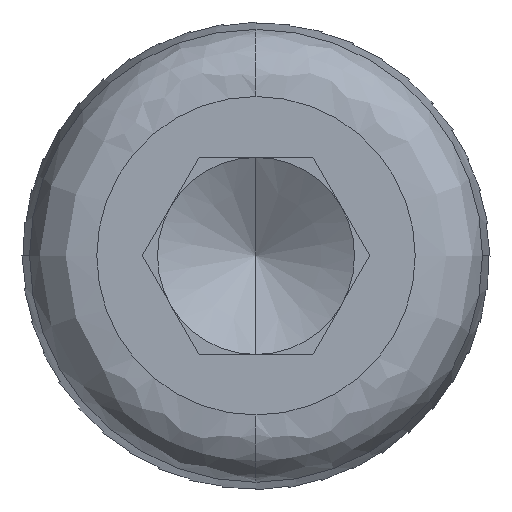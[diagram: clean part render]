
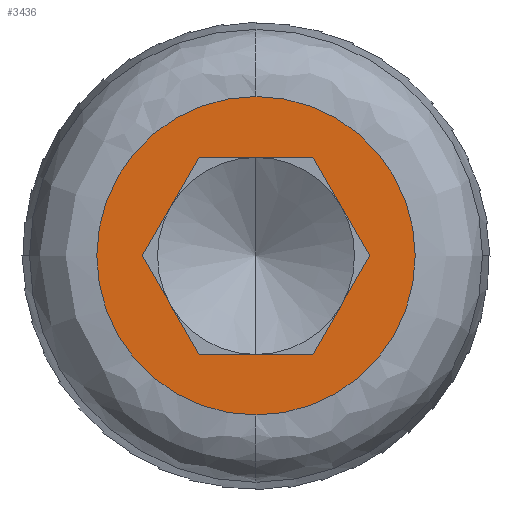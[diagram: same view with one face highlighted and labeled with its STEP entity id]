
A CAD part, top view. The second image highlights one B-rep face of the part: STEP entity #3436.
In plain terms, the highlighted planar face has unit normal (0, 0, 1).
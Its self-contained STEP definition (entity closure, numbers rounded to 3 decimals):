
#69 = AXIS2_PLACEMENT_3D ( 'NONE', #9137, #4795, #466 ) ;
#283 = EDGE_LOOP ( 'NONE', ( #3722, #3221, #7100, #2379, #1862, #6297 ) ) ;
#466 = DIRECTION ( 'NONE',  ( 0., 1., 0. ) ) ;
#555 = EDGE_LOOP ( 'NONE', ( #8761, #2876 ) ) ;
#650 = LINE ( 'NONE', #6080, #4480 ) ;
#1089 = VECTOR ( 'NONE', #1681, 1000. ) ;
#1111 = CARTESIAN_POINT ( 'NONE',  ( 42.309, 6., 45.8 ) ) ;
#1119 = VERTEX_POINT ( 'NONE', #5417 ) ;
#1555 = CARTESIAN_POINT ( 'NONE',  ( 40., 16.464, 45.8 ) ) ;
#1656 = CARTESIAN_POINT ( 'NONE',  ( 37.691, 14., 45.8 ) ) ;
#1681 = DIRECTION ( 'NONE',  ( -0.5, -0.866, 0. ) ) ;
#1764 = DIRECTION ( 'NONE',  ( -1., 0., 0. ) ) ;
#1787 = VERTEX_POINT ( 'NONE', #8220 ) ;
#1832 = DIRECTION ( 'NONE',  ( 0.5, 0.866, 0. ) ) ;
#1862 = ORIENTED_EDGE ( 'NONE', *, *, #7718, .F. ) ;
#1932 = FACE_OUTER_BOUND ( 'NONE', #555, .T. ) ;
#2090 = DIRECTION ( 'NONE',  ( 0., 0., -1. ) ) ;
#2148 = VECTOR ( 'NONE', #2309, 1000. ) ;
#2309 = DIRECTION ( 'NONE',  ( 0.5, -0.866, 0. ) ) ;
#2379 = ORIENTED_EDGE ( 'NONE', *, *, #6332, .F. ) ;
#2404 = VERTEX_POINT ( 'NONE', #5573 ) ;
#2876 = ORIENTED_EDGE ( 'NONE', *, *, #7543, .F. ) ;
#2881 = AXIS2_PLACEMENT_3D ( 'NONE', #6399, #2090, #7129 ) ;
#2982 = VERTEX_POINT ( 'NONE', #3814 ) ;
#3004 = VERTEX_POINT ( 'NONE', #1656 ) ;
#3020 = CARTESIAN_POINT ( 'NONE',  ( 37.691, 6., 45.8 ) ) ;
#3221 = ORIENTED_EDGE ( 'NONE', *, *, #6260, .F. ) ;
#3222 = DIRECTION ( 'NONE',  ( -0.5, 0.866, 0. ) ) ;
#3436 = ADVANCED_FACE ( 'NONE', ( #7692, #1932 ), #8562, .T. ) ;
#3544 = DIRECTION ( 'NONE',  ( 0., 0., 1. ) ) ;
#3591 = LINE ( 'NONE', #3977, #7415 ) ;
#3722 = ORIENTED_EDGE ( 'NONE', *, *, #6196, .F. ) ;
#3814 = CARTESIAN_POINT ( 'NONE',  ( 37.691, 6., 45.8 ) ) ;
#3977 = CARTESIAN_POINT ( 'NONE',  ( 44.619, 10., 45.8 ) ) ;
#4003 = CARTESIAN_POINT ( 'NONE',  ( 35.381, 10., 45.8 ) ) ;
#4480 = VECTOR ( 'NONE', #1764, 1000. ) ;
#4563 = CARTESIAN_POINT ( 'NONE',  ( 42.309, 6., 45.8 ) ) ;
#4582 = CARTESIAN_POINT ( 'NONE',  ( 37.691, 14., 45.8 ) ) ;
#4795 = DIRECTION ( 'NONE',  ( 0., 0., -1. ) ) ;
#5087 = VERTEX_POINT ( 'NONE', #4003 ) ;
#5417 = CARTESIAN_POINT ( 'NONE',  ( 42.309, 14., 45.8 ) ) ;
#5573 = CARTESIAN_POINT ( 'NONE',  ( 44.619, 10., 45.8 ) ) ;
#5800 = CIRCLE ( 'NONE', #2881, 6.464 ) ;
#5969 = LINE ( 'NONE', #7355, #2148 ) ;
#6080 = CARTESIAN_POINT ( 'NONE',  ( 42.309, 14., 45.8 ) ) ;
#6102 = AXIS2_PLACEMENT_3D ( 'NONE', #7879, #3544, #8597 ) ;
#6196 = EDGE_CURVE ( 'NONE', #3004, #5087, #8549, .T. ) ;
#6260 = EDGE_CURVE ( 'NONE', #1119, #3004, #650, .T. ) ;
#6297 = ORIENTED_EDGE ( 'NONE', *, *, #7729, .F. ) ;
#6324 = EDGE_CURVE ( 'NONE', #2404, #1119, #3591, .T. ) ;
#6332 = EDGE_CURVE ( 'NONE', #7794, #2404, #9350, .T. ) ;
#6399 = CARTESIAN_POINT ( 'NONE',  ( 40., 10., 45.8 ) ) ;
#6432 = EDGE_CURVE ( 'NONE', #6843, #1787, #6962, .T. ) ;
#6843 = VERTEX_POINT ( 'NONE', #1555 ) ;
#6962 = CIRCLE ( 'NONE', #69, 6.464 ) ;
#7100 = ORIENTED_EDGE ( 'NONE', *, *, #6324, .F. ) ;
#7129 = DIRECTION ( 'NONE',  ( 0., 1., 0. ) ) ;
#7190 = VECTOR ( 'NONE', #1832, 1000. ) ;
#7355 = CARTESIAN_POINT ( 'NONE',  ( 35.381, 10., 45.8 ) ) ;
#7415 = VECTOR ( 'NONE', #3222, 1000. ) ;
#7543 = EDGE_CURVE ( 'NONE', #1787, #6843, #5800, .T. ) ;
#7692 = FACE_BOUND ( 'NONE', #283, .T. ) ;
#7718 = EDGE_CURVE ( 'NONE', #2982, #7794, #7909, .T. ) ;
#7729 = EDGE_CURVE ( 'NONE', #5087, #2982, #5969, .T. ) ;
#7794 = VERTEX_POINT ( 'NONE', #4563 ) ;
#7879 = CARTESIAN_POINT ( 'NONE',  ( 43.232, 10., 45.8 ) ) ;
#7909 = LINE ( 'NONE', #3020, #8140 ) ;
#8093 = DIRECTION ( 'NONE',  ( 1., 0., 0. ) ) ;
#8140 = VECTOR ( 'NONE', #8093, 1000. ) ;
#8220 = CARTESIAN_POINT ( 'NONE',  ( 40., 3.536, 45.8 ) ) ;
#8549 = LINE ( 'NONE', #4582, #1089 ) ;
#8562 = PLANE ( 'NONE',  #6102 ) ;
#8597 = DIRECTION ( 'NONE',  ( 0., -1., 0. ) ) ;
#8761 = ORIENTED_EDGE ( 'NONE', *, *, #6432, .F. ) ;
#9137 = CARTESIAN_POINT ( 'NONE',  ( 40., 10., 45.8 ) ) ;
#9350 = LINE ( 'NONE', #1111, #7190 ) ;
